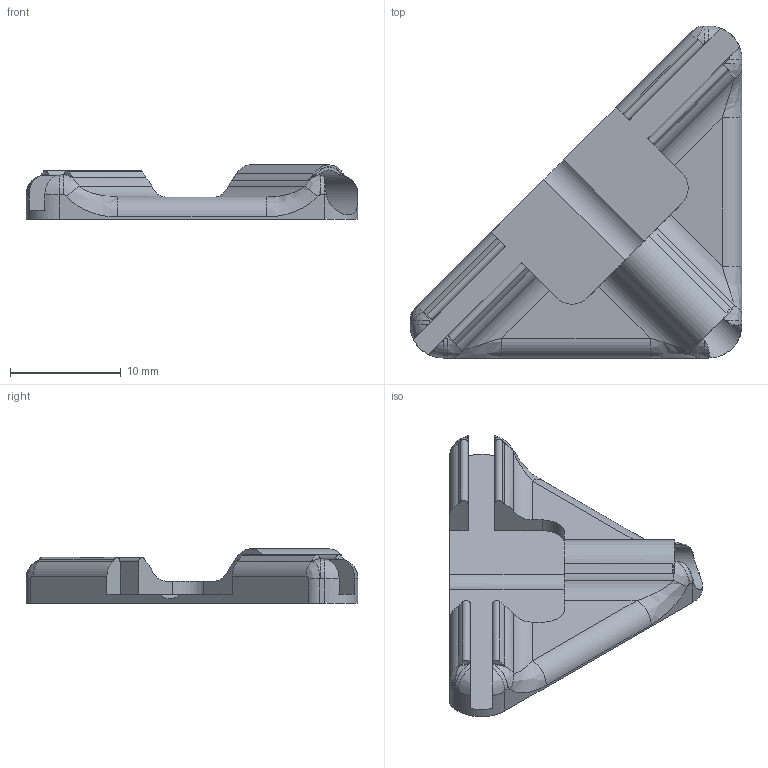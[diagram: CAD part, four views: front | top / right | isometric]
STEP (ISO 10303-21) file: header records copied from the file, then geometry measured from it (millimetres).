
FILE_DESCRIPTION(/* description */ ('','CAx-IF Rec.Pracs.---Representation and Presentation of Product Manufacturing Information (PMI)---4.0---2014-10-13'),/* implementation_level */ '2;1');
FILE_NAME(/* name */ 'antenna_X.step',/* time_stamp */ '2025-04-08T15:44:53+01:00',/* author */ (''),/* organization */ (''),/* preprocessor_version */ 'ST-DEVELOPER v20',/* originating_system */ 'Autodesk Translation Framework v13.20.0.188',/* authorisation */ '');
FILE_SCHEMA (('AP242_MANAGED_MODEL_BASED_3D_ENGINEERING_MIM_LF { 1 0 10303 442 1 1 4 }'));
Length unit declared in the file: millimetre
Products named in the file (1): antenna_X
Bounding box: 30 x 30 x 4.92 mm (x, y, z)
Volume: 975.3 mm3; surface area: 1690.1 mm2
Topology: 1 solids, 1 shells, 111 faces, 308 edges, 197 vertices
Faces by surface type: cylinder 46, plane 37, bspline 23, torus 5
Full cylindrical faces by diameter (mm): 4.061 x1
Entity records: 4084 total; most frequent: CARTESIAN_POINT 1252, ORIENTED_EDGE 616, DIRECTION 578, EDGE_CURVE 308, AXIS2_PLACEMENT_3D 226, VERTEX_POINT 197, LINE 126, VECTOR 126
